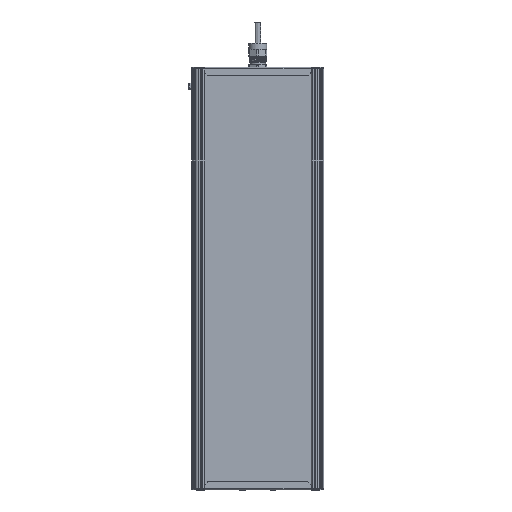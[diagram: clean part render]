
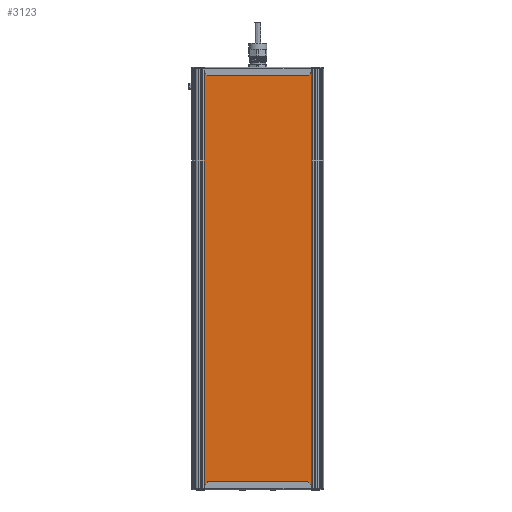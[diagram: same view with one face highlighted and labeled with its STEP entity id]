
A CAD part, front view. The second image highlights one B-rep face of the part: STEP entity #3123.
In plain terms, the highlighted face is planar.
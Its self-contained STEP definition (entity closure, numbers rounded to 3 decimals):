
#3123=ADVANCED_FACE('',(#7142),#7144,.T.);
#7142=FACE_BOUND('',#7143,.T.);
#7143=EDGE_LOOP('',(#33205,#33206,#33207,#33208));
#7144=PLANE('',#7145);
#7145=AXIS2_PLACEMENT_3D('',#7146,#7147,#7148);
#7146=CARTESIAN_POINT('',(2111.497,401.002,-34.582));
#7147=DIRECTION('',(0.,0.,-1.));
#7148=DIRECTION('',(0.,1.,0.));
#33205=ORIENTED_EDGE('',*,*,#37235,.F.);
#33206=ORIENTED_EDGE('',*,*,#37234,.T.);
#33207=ORIENTED_EDGE('',*,*,#37236,.F.);
#33208=ORIENTED_EDGE('',*,*,#37226,.F.);
#37226=EDGE_CURVE('',#40678,#40681,#40682,.T.);
#37234=EDGE_CURVE('',#40691,#40693,#40695,.T.);
#37235=EDGE_CURVE('',#40691,#40678,#40696,.T.);
#37236=EDGE_CURVE('',#40681,#40693,#40697,.T.);
#40678=VERTEX_POINT('',#48322);
#40681=VERTEX_POINT('',#48327);
#40682=LINE('',#48328,#48329);
#40691=VERTEX_POINT('',#48349);
#40693=VERTEX_POINT('',#48353);
#40695=LINE('',#48357,#48358);
#40696=LINE('',#48360,#48361);
#40697=LINE('',#48363,#48364);
#48322=CARTESIAN_POINT('',(2111.497,401.002,-34.582));
#48327=CARTESIAN_POINT('',(2707.497,401.002,-34.582));
#48328=CARTESIAN_POINT('',(2111.497,401.002,-34.582));
#48329=VECTOR('',#48330,1.);
#48330=DIRECTION('',(1.,0.,0.));
#48349=CARTESIAN_POINT('',(2111.497,565.13,-34.582));
#48353=CARTESIAN_POINT('',(2707.497,565.13,-34.582));
#48357=CARTESIAN_POINT('',(2111.497,565.13,-34.582));
#48358=VECTOR('',#48359,1.);
#48359=DIRECTION('',(1.,0.,0.));
#48360=CARTESIAN_POINT('',(2111.497,565.13,-34.582));
#48361=VECTOR('',#48362,1.);
#48362=DIRECTION('',(0.,-1.,0.));
#48363=CARTESIAN_POINT('',(2707.497,401.002,-34.582));
#48364=VECTOR('',#48365,1.);
#48365=DIRECTION('',(0.,1.,0.));
